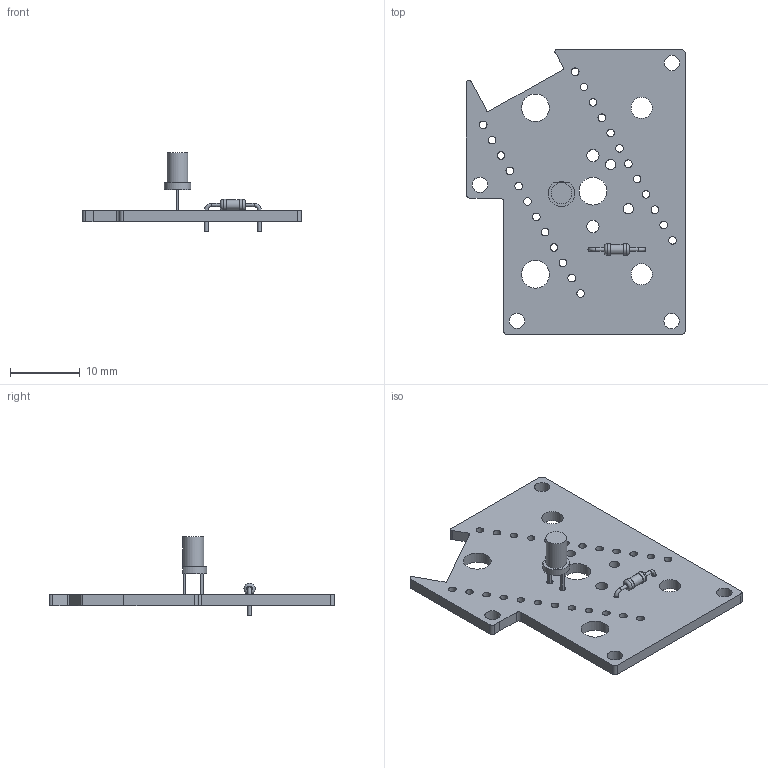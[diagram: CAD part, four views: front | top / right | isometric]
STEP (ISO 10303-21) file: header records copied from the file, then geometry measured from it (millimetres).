
FILE_DESCRIPTION(('KiCad electronic assembly'),'2;1');
FILE_NAME('isopad.step','2020-11-23T19:55:04',('An Author'),('A Company' ),'Open CASCADE STEP processor 7.4','KiCad to STEP converter', 'Unknown');
FILE_SCHEMA(('AUTOMOTIVE_DESIGN { 1 0 10303 214 1 1 1 1 }'));
Length unit declared in the file: millimetre
Products named in the file (6): Open CASCADE STEP translator 7.4 1; LED_D3.0mm_FlatTop; SOLID; R_Axial_DIN0204_L3.6mm_D1.6mm_P7.62mm_Horizontal; COMPOUND
Assembly tree (5 placements, depth 3):
  Open CASCADE STEP translator 7.4 1
    LED_D3.0mm_FlatTop
      SOLID
    R_Axial_DIN0204_L3.6mm_D1.6mm_P7.62mm_Horizontal
      SOLID
    COMPOUND
Bounding box: 31.46 x 40.9 x 11.3 mm (x, y, z)
Volume: 1650.9 mm3; surface area: 2676.4 mm2
Topology: 3 solids, 3 shells, 96 faces, 245 edges, 161 vertices
Faces by surface type: cylinder 59, plane 33, torus 4
Full cylindrical faces by diameter (mm): 0.5 x4, 0.7 x2, 0.9 x2, 1.092 x24, 1.44 x1, 1.47 x2, 1.6 x2, 1.75 x2, 2.2 x4, 3 x1, 3.048 x2, 3.988 x3
Entity records: 6690 total; most frequent: CARTESIAN_POINT 1058, DIRECTION 1054, LINE 495, VECTOR 495, ORIENTED_EDGE 490, PCURVE 490, DEFINITIONAL_REPRESENTATION 490, EDGE_CURVE 245
